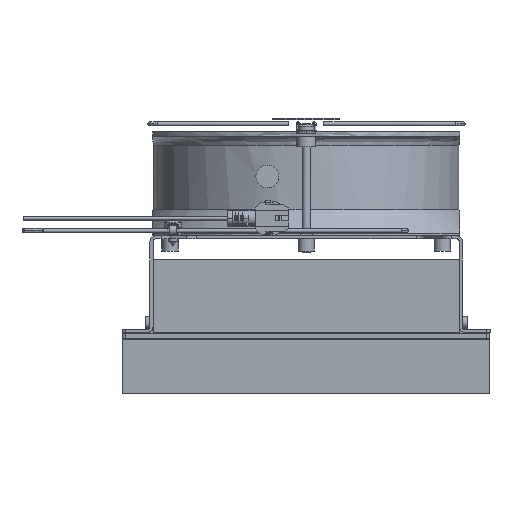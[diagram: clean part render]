
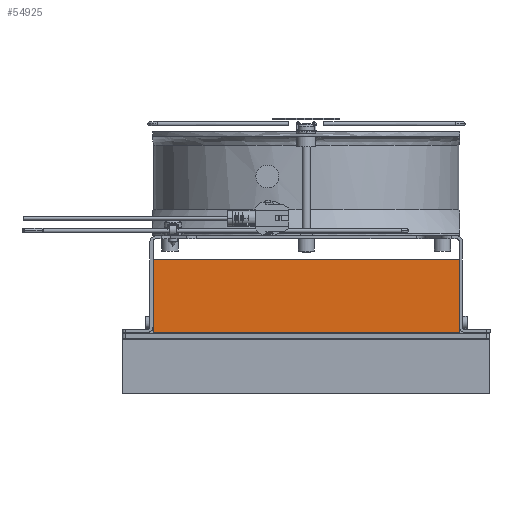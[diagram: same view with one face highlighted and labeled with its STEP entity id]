
A CAD part, front view. The second image highlights one B-rep face of the part: STEP entity #54925.
In plain terms, the highlighted planar face has unit normal (0, -1, 0).
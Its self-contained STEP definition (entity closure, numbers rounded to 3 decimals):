
#1420 = ORIENTED_EDGE ( 'NONE', *, *, #16832, .T. ) ;
#3694 = PLANE ( 'NONE',  #42244 ) ;
#4306 = VERTEX_POINT ( 'NONE', #35745 ) ;
#9273 = ORIENTED_EDGE ( 'NONE', *, *, #16904, .T. ) ;
#10690 = DIRECTION ( 'NONE',  ( 1., 0., 0. ) ) ;
#11009 = CARTESIAN_POINT ( 'NONE',  ( 75., -200., 0. ) ) ;
#11149 = ORIENTED_EDGE ( 'NONE', *, *, #38722, .T. ) ;
#11802 = DIRECTION ( 'NONE',  ( 0., 0., 1. ) ) ;
#13521 = LINE ( 'NONE', #39089, #26261 ) ;
#16761 = DIRECTION ( 'NONE',  ( 0., 0., -1. ) ) ;
#16832 = EDGE_CURVE ( 'NONE', #4306, #30671, #13521, .T. ) ;
#16904 = EDGE_CURVE ( 'NONE', #30671, #32059, #48194, .T. ) ;
#17606 = CARTESIAN_POINT ( 'NONE',  ( -75., -200., 0. ) ) ;
#25757 = VECTOR ( 'NONE', #10690, 1000. ) ;
#26261 = VECTOR ( 'NONE', #16761, 1000. ) ;
#29099 = CARTESIAN_POINT ( 'NONE',  ( 75., -200., 36. ) ) ;
#30671 = VERTEX_POINT ( 'NONE', #17606 ) ;
#30826 = LINE ( 'NONE', #11009, #53521 ) ;
#30877 = DIRECTION ( 'NONE',  ( 0., 1., 0. ) ) ;
#31370 = CARTESIAN_POINT ( 'NONE',  ( -75., -200., 0. ) ) ;
#31870 = VECTOR ( 'NONE', #57939, 1000. ) ;
#32059 = VERTEX_POINT ( 'NONE', #40656 ) ;
#32373 = ORIENTED_EDGE ( 'NONE', *, *, #40768, .F. ) ;
#34146 = FACE_OUTER_BOUND ( 'NONE', #44489, .T. ) ;
#35745 = CARTESIAN_POINT ( 'NONE',  ( -75., -200., 36. ) ) ;
#38106 = VERTEX_POINT ( 'NONE', #29099 ) ;
#38722 = EDGE_CURVE ( 'NONE', #32059, #38106, #30826, .T. ) ;
#39089 = CARTESIAN_POINT ( 'NONE',  ( -75., -200., 0. ) ) ;
#40656 = CARTESIAN_POINT ( 'NONE',  ( 75., -200., 0. ) ) ;
#40768 = EDGE_CURVE ( 'NONE', #4306, #38106, #56206, .T. ) ;
#42244 = AXIS2_PLACEMENT_3D ( 'NONE', #57834, #30877, #49523 ) ;
#44489 = EDGE_LOOP ( 'NONE', ( #32373, #1420, #9273, #11149 ) ) ;
#47312 = CARTESIAN_POINT ( 'NONE',  ( 75., -200., 36. ) ) ;
#48194 = LINE ( 'NONE', #31370, #31870 ) ;
#49523 = DIRECTION ( 'NONE',  ( 0., 0., -1. ) ) ;
#53521 = VECTOR ( 'NONE', #11802, 1000. ) ;
#54925 = ADVANCED_FACE ( 'NONE', ( #34146 ), #3694, .F. ) ;
#56206 = LINE ( 'NONE', #47312, #25757 ) ;
#57834 = CARTESIAN_POINT ( 'NONE',  ( -75., -200., 0. ) ) ;
#57939 = DIRECTION ( 'NONE',  ( 1., 0., 0. ) ) ;
